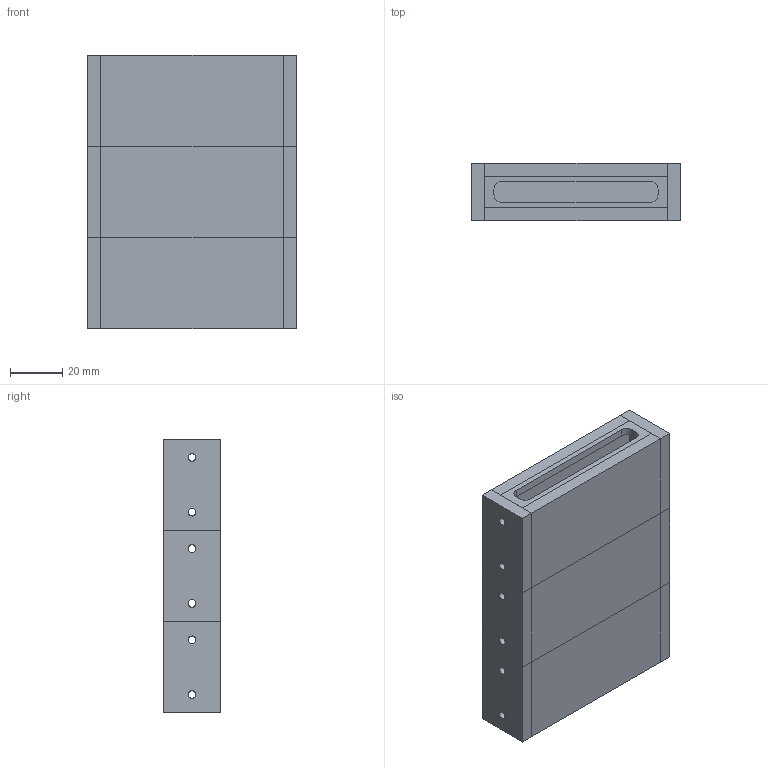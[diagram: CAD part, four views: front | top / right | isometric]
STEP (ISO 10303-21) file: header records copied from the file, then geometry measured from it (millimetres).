
FILE_DESCRIPTION(/* description */ (''),/* implementation_level */ '2;1');
FILE_NAME(/* name */ 'Assembly2.stp',/* time_stamp */ '2019-10-15T13:03:26+01:00',/* author */ ('mparker'),/* organization */ (''),/* preprocessor_version */ 'ST-DEVELOPER v17',/* originating_system */ 'Autodesk Inventor 2019',/* authorisation */ '');
FILE_SCHEMA (('AUTOMOTIVE_DESIGN { 1 0 10303 214 3 1 1 }'));
Products named in the file (11): Assembly2; Assembly01; Part0001; Assy02; assy03; Part0003; Part0002; Part0004; assy03A; Part0005a; Part0005b
Assembly tree (22 placements, depth 4):
  Assembly2
    Assembly01
      Part0001
      Part0002
      Part0003  x2
      Part0004
    Assy02
      Part0002  x2
      Part0003  x2
      Part0005a  x2
    assy03
      Part0002  x2
      Part0003  x2
      Part0004
      assy03A
        Part0005a
        Part0005b
Bounding box: 80 x 22 x 105 mm (x, y, z)
Volume: 101842.6 mm3; surface area: 59077.7 mm2
Topology: 18 solids, 18 shells, 178 faces, 432 edges, 292 vertices
Faces by surface type: plane 142, cylinder 36
Full cylindrical faces by diameter (mm): 3 x12
Entity records: 2896 total; most frequent: DIRECTION 464, CARTESIAN_POINT 447, ORIENTED_EDGE 400, EDGE_CURVE 200, LINE 162, VECTOR 162, AXIS2_PLACEMENT_3D 151, VERTEX_POINT 134
